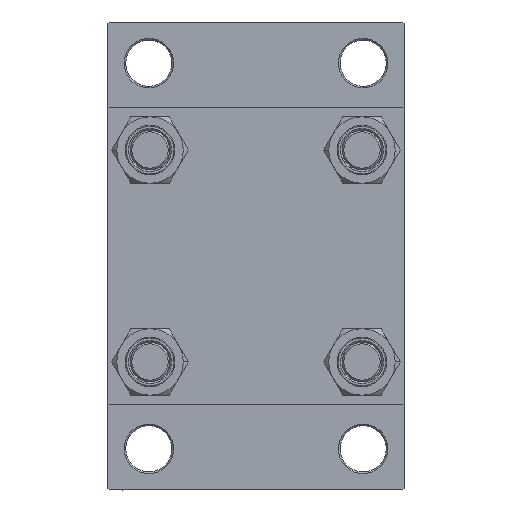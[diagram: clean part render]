
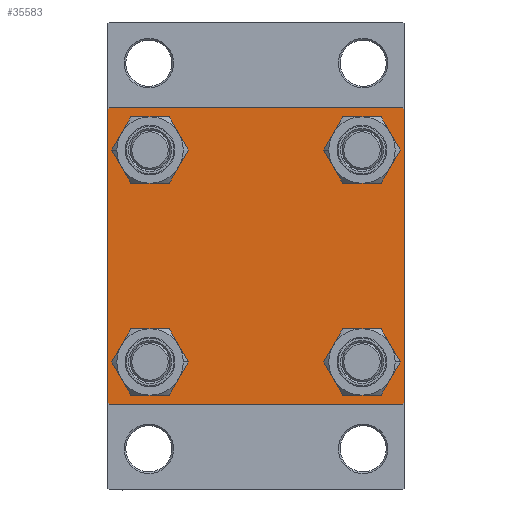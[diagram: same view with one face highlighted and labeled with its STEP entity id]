
A CAD part, left-side view. The second image highlights one B-rep face of the part: STEP entity #35583.
In plain terms, the highlighted planar face has unit normal (-1, 0, 0).
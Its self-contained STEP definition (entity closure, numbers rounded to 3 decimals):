
#209 = ORIENTED_EDGE ( 'NONE', *, *, #31205, .T. ) ;
#506 = CARTESIAN_POINT ( 'NONE',  ( 0., -45., -44.5 ) ) ;
#628 = LINE ( 'NONE', #45013, #21660 ) ;
#972 = ORIENTED_EDGE ( 'NONE', *, *, #35074, .T. ) ;
#1592 = AXIS2_PLACEMENT_3D ( 'NONE', #33811, #41513, #4859 ) ;
#1637 = DIRECTION ( 'NONE',  ( 1., 0., 0. ) ) ;
#1743 = CARTESIAN_POINT ( 'NONE',  ( 0., 32.15, 38.65 ) ) ;
#1828 = CARTESIAN_POINT ( 'NONE',  ( 0., -44.5, 45. ) ) ;
#1939 = CARTESIAN_POINT ( 'NONE',  ( 0., -44.5, -45. ) ) ;
#2022 = PLANE ( 'NONE',  #7035 ) ;
#2044 = VERTEX_POINT ( 'NONE', #5170 ) ;
#2250 = VERTEX_POINT ( 'NONE', #1743 ) ;
#2390 = CIRCLE ( 'NONE', #22447, 6.5 ) ;
#2887 = VERTEX_POINT ( 'NONE', #14196 ) ;
#3081 = VECTOR ( 'NONE', #32496, 1000. ) ;
#3198 = EDGE_CURVE ( 'NONE', #30605, #9017, #6906, .T. ) ;
#3606 = EDGE_CURVE ( 'NONE', #19748, #19669, #40054, .T. ) ;
#4194 = VECTOR ( 'NONE', #12304, 1000. ) ;
#4748 = DIRECTION ( 'NONE',  ( 0., 0., 1. ) ) ;
#4859 = DIRECTION ( 'NONE',  ( 0., 0., 1. ) ) ;
#4919 = CARTESIAN_POINT ( 'NONE',  ( 0., -32.15, -32.15 ) ) ;
#4992 = ORIENTED_EDGE ( 'NONE', *, *, #21508, .T. ) ;
#5020 = DIRECTION ( 'NONE',  ( 0., 0., -1. ) ) ;
#5170 = CARTESIAN_POINT ( 'NONE',  ( 0., -45., 44.5 ) ) ;
#5367 = AXIS2_PLACEMENT_3D ( 'NONE', #4919, #8994, #19625 ) ;
#5369 = DIRECTION ( 'NONE',  ( 1., 0., 0. ) ) ;
#5396 = ORIENTED_EDGE ( 'NONE', *, *, #21774, .F. ) ;
#6906 = LINE ( 'NONE', #21856, #3081 ) ;
#7035 = AXIS2_PLACEMENT_3D ( 'NONE', #16720, #34597, #38930 ) ;
#8861 = ORIENTED_EDGE ( 'NONE', *, *, #30850, .T. ) ;
#8994 = DIRECTION ( 'NONE',  ( 1., 0., 0. ) ) ;
#9017 = VERTEX_POINT ( 'NONE', #1939 ) ;
#10031 = AXIS2_PLACEMENT_3D ( 'NONE', #12600, #5369, #35050 ) ;
#10123 = AXIS2_PLACEMENT_3D ( 'NONE', #45852, #30679, #19805 ) ;
#10175 = CARTESIAN_POINT ( 'NONE',  ( 0., -44.75, -44.75 ) ) ;
#10214 = EDGE_CURVE ( 'NONE', #2250, #43800, #20909, .T. ) ;
#10686 = CARTESIAN_POINT ( 'NONE',  ( 0., 32.15, 25.65 ) ) ;
#11252 = DIRECTION ( 'NONE',  ( 1., 0., 0. ) ) ;
#12238 = CIRCLE ( 'NONE', #24588, 6.5 ) ;
#12304 = DIRECTION ( 'NONE',  ( 0., 0.707, -0.707 ) ) ;
#12600 = CARTESIAN_POINT ( 'NONE',  ( 0., 32.15, -32.15 ) ) ;
#12652 = VECTOR ( 'NONE', #5020, 1000. ) ;
#13759 = CARTESIAN_POINT ( 'NONE',  ( 0., 32.15, -25.65 ) ) ;
#13858 = EDGE_CURVE ( 'NONE', #30899, #30605, #46928, .T. ) ;
#14196 = CARTESIAN_POINT ( 'NONE',  ( 0., 45., 44.5 ) ) ;
#14925 = VECTOR ( 'NONE', #43935, 1000. ) ;
#14981 = LINE ( 'NONE', #22221, #4194 ) ;
#15668 = LINE ( 'NONE', #22190, #40081 ) ;
#16490 = FACE_BOUND ( 'NONE', #37305, .T. ) ;
#16720 = CARTESIAN_POINT ( 'NONE',  ( 0., 0., 0. ) ) ;
#17028 = DIRECTION ( 'NONE',  ( 0., 0., 1. ) ) ;
#17519 = CIRCLE ( 'NONE', #22161, 6.5 ) ;
#18237 = ORIENTED_EDGE ( 'NONE', *, *, #33971, .T. ) ;
#18575 = DIRECTION ( 'NONE',  ( 0., 0.707, 0.707 ) ) ;
#19625 = DIRECTION ( 'NONE',  ( 0., 0., 1. ) ) ;
#19669 = VERTEX_POINT ( 'NONE', #13759 ) ;
#19748 = VERTEX_POINT ( 'NONE', #38631 ) ;
#19805 = DIRECTION ( 'NONE',  ( 0., 0., 1. ) ) ;
#20657 = EDGE_CURVE ( 'NONE', #9017, #30402, #21033, .T. ) ;
#20909 = CIRCLE ( 'NONE', #27038, 6.5 ) ;
#21033 = LINE ( 'NONE', #10175, #14925 ) ;
#21508 = EDGE_CURVE ( 'NONE', #38899, #2887, #14981, .T. ) ;
#21660 = VECTOR ( 'NONE', #30542, 1000. ) ;
#21774 = EDGE_CURVE ( 'NONE', #2044, #30402, #41914, .T. ) ;
#21856 = CARTESIAN_POINT ( 'NONE',  ( 0., 45., -45. ) ) ;
#21952 = DIRECTION ( 'NONE',  ( 1., 0., 0. ) ) ;
#22161 = AXIS2_PLACEMENT_3D ( 'NONE', #35650, #1637, #45766 ) ;
#22190 = CARTESIAN_POINT ( 'NONE',  ( 0., -44.75, 44.75 ) ) ;
#22221 = CARTESIAN_POINT ( 'NONE',  ( 0., 44.75, 44.75 ) ) ;
#22382 = CIRCLE ( 'NONE', #1592, 6.5 ) ;
#22447 = AXIS2_PLACEMENT_3D ( 'NONE', #32828, #21952, #43908 ) ;
#22450 = VERTEX_POINT ( 'NONE', #23649 ) ;
#22739 = EDGE_LOOP ( 'NONE', ( #43881, #27425, #34904, #27734, #5396, #28463, #44208, #4992 ) ) ;
#22827 = CARTESIAN_POINT ( 'NONE',  ( 0., 32.15, 32.15 ) ) ;
#23649 = CARTESIAN_POINT ( 'NONE',  ( 0., -32.15, 38.65 ) ) ;
#24588 = AXIS2_PLACEMENT_3D ( 'NONE', #40168, #46678, #17028 ) ;
#24660 = VECTOR ( 'NONE', #25703, 1000. ) ;
#24944 = ORIENTED_EDGE ( 'NONE', *, *, #44083, .T. ) ;
#25703 = DIRECTION ( 'NONE',  ( 0., -1., 0. ) ) ;
#25997 = CARTESIAN_POINT ( 'NONE',  ( 0., -32.15, 25.65 ) ) ;
#26739 = CARTESIAN_POINT ( 'NONE',  ( 0., -32.15, -25.65 ) ) ;
#27038 = AXIS2_PLACEMENT_3D ( 'NONE', #22827, #11252, #4748 ) ;
#27170 = VERTEX_POINT ( 'NONE', #25997 ) ;
#27355 = FACE_BOUND ( 'NONE', #28742, .T. ) ;
#27425 = ORIENTED_EDGE ( 'NONE', *, *, #13858, .T. ) ;
#27734 = ORIENTED_EDGE ( 'NONE', *, *, #20657, .T. ) ;
#28048 = ORIENTED_EDGE ( 'NONE', *, *, #3606, .T. ) ;
#28463 = ORIENTED_EDGE ( 'NONE', *, *, #36937, .T. ) ;
#28742 = EDGE_LOOP ( 'NONE', ( #18237, #209 ) ) ;
#30402 = VERTEX_POINT ( 'NONE', #506 ) ;
#30503 = LINE ( 'NONE', #45203, #24660 ) ;
#30542 = DIRECTION ( 'NONE',  ( 0., 0., -1. ) ) ;
#30605 = VERTEX_POINT ( 'NONE', #36614 ) ;
#30676 = CARTESIAN_POINT ( 'NONE',  ( 0., -32.15, -38.65 ) ) ;
#30679 = DIRECTION ( 'NONE',  ( 1., 0., 0. ) ) ;
#30850 = EDGE_CURVE ( 'NONE', #22450, #27170, #12238, .T. ) ;
#30899 = VERTEX_POINT ( 'NONE', #32473 ) ;
#31205 = EDGE_CURVE ( 'NONE', #46515, #45976, #42316, .T. ) ;
#32077 = ORIENTED_EDGE ( 'NONE', *, *, #10214, .T. ) ;
#32289 = EDGE_CURVE ( 'NONE', #38899, #32443, #30503, .T. ) ;
#32443 = VERTEX_POINT ( 'NONE', #1828 ) ;
#32473 = CARTESIAN_POINT ( 'NONE',  ( 0., 45., -44.5 ) ) ;
#32496 = DIRECTION ( 'NONE',  ( 0., -1., 0. ) ) ;
#32828 = CARTESIAN_POINT ( 'NONE',  ( 0., 32.15, -32.15 ) ) ;
#33811 = CARTESIAN_POINT ( 'NONE',  ( 0., -32.15, -32.15 ) ) ;
#33971 = EDGE_CURVE ( 'NONE', #45976, #46515, #22382, .T. ) ;
#34597 = DIRECTION ( 'NONE',  ( -1., 0., 0. ) ) ;
#34904 = ORIENTED_EDGE ( 'NONE', *, *, #3198, .T. ) ;
#35050 = DIRECTION ( 'NONE',  ( 0., 0., 1. ) ) ;
#35074 = EDGE_CURVE ( 'NONE', #19669, #19748, #2390, .T. ) ;
#35141 = CARTESIAN_POINT ( 'NONE',  ( 0., 44.75, -44.75 ) ) ;
#35233 = EDGE_CURVE ( 'NONE', #2887, #30899, #628, .T. ) ;
#35312 = FACE_BOUND ( 'NONE', #47427, .T. ) ;
#35583 = ADVANCED_FACE ( 'NONE', ( #38443, #27355, #35312, #16490, #45438 ), #2022, .T. ) ;
#35650 = CARTESIAN_POINT ( 'NONE',  ( 0., 32.15, 32.15 ) ) ;
#35877 = EDGE_CURVE ( 'NONE', #27170, #22450, #38646, .T. ) ;
#36614 = CARTESIAN_POINT ( 'NONE',  ( 0., 44.5, -45. ) ) ;
#36937 = EDGE_CURVE ( 'NONE', #2044, #32443, #15668, .T. ) ;
#37305 = EDGE_LOOP ( 'NONE', ( #32077, #24944 ) ) ;
#38443 = FACE_BOUND ( 'NONE', #44281, .T. ) ;
#38631 = CARTESIAN_POINT ( 'NONE',  ( 0., 32.15, -38.65 ) ) ;
#38646 = CIRCLE ( 'NONE', #10123, 6.5 ) ;
#38788 = CARTESIAN_POINT ( 'NONE',  ( 0., -45., 45. ) ) ;
#38899 = VERTEX_POINT ( 'NONE', #45909 ) ;
#38930 = DIRECTION ( 'NONE',  ( 0., 0., 1. ) ) ;
#39619 = ORIENTED_EDGE ( 'NONE', *, *, #35877, .T. ) ;
#40054 = CIRCLE ( 'NONE', #10031, 6.5 ) ;
#40081 = VECTOR ( 'NONE', #18575, 1000. ) ;
#40168 = CARTESIAN_POINT ( 'NONE',  ( 0., -32.15, 32.15 ) ) ;
#41513 = DIRECTION ( 'NONE',  ( 1., 0., 0. ) ) ;
#41914 = LINE ( 'NONE', #38788, #12652 ) ;
#42316 = CIRCLE ( 'NONE', #5367, 6.5 ) ;
#43800 = VERTEX_POINT ( 'NONE', #10686 ) ;
#43881 = ORIENTED_EDGE ( 'NONE', *, *, #35233, .T. ) ;
#43908 = DIRECTION ( 'NONE',  ( 0., 0., 1. ) ) ;
#43935 = DIRECTION ( 'NONE',  ( 0., -0.707, 0.707 ) ) ;
#44083 = EDGE_CURVE ( 'NONE', #43800, #2250, #17519, .T. ) ;
#44208 = ORIENTED_EDGE ( 'NONE', *, *, #32289, .F. ) ;
#44281 = EDGE_LOOP ( 'NONE', ( #8861, #39619 ) ) ;
#45013 = CARTESIAN_POINT ( 'NONE',  ( 0., 45., 45. ) ) ;
#45203 = CARTESIAN_POINT ( 'NONE',  ( 0., 45., 45. ) ) ;
#45438 = FACE_OUTER_BOUND ( 'NONE', #22739, .T. ) ;
#45766 = DIRECTION ( 'NONE',  ( 0., 0., 1. ) ) ;
#45852 = CARTESIAN_POINT ( 'NONE',  ( 0., -32.15, 32.15 ) ) ;
#45909 = CARTESIAN_POINT ( 'NONE',  ( 0., 44.5, 45. ) ) ;
#45976 = VERTEX_POINT ( 'NONE', #26739 ) ;
#45977 = DIRECTION ( 'NONE',  ( 0., -0.707, -0.707 ) ) ;
#46515 = VERTEX_POINT ( 'NONE', #30676 ) ;
#46678 = DIRECTION ( 'NONE',  ( 1., 0., 0. ) ) ;
#46928 = LINE ( 'NONE', #35141, #47199 ) ;
#47199 = VECTOR ( 'NONE', #45977, 1000. ) ;
#47427 = EDGE_LOOP ( 'NONE', ( #972, #28048 ) ) ;
